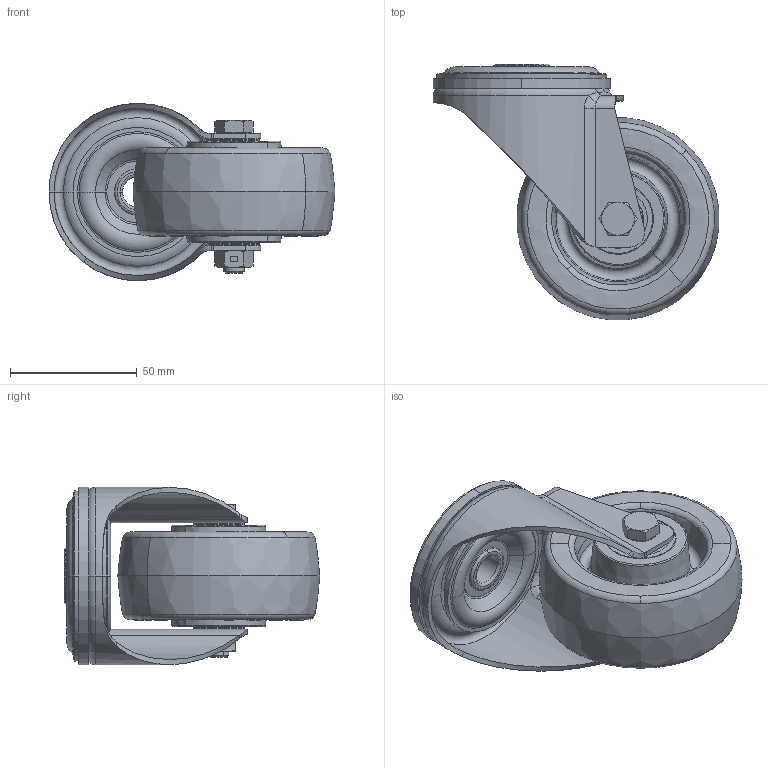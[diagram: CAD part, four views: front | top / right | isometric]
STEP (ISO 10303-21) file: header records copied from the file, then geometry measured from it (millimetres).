
FILE_DESCRIPTION (( 'STEP AP214' ), '1' );
FILE_NAME ('0055941.step', '2023-06-06T10:55:56', ( '' ), ( '' ), 'SwSTEP 2.0', 'SolidWorks 2020', '' );
FILE_SCHEMA (( 'AUTOMOTIVE_DESIGN' ));
Length unit declared in the file: millimetre
Products named in the file (1): 0055941
Bounding box: 112.85 x 100.85 x 70 mm (x, y, z)
Volume: 187658.3 mm3; surface area: 98816.5 mm2
Topology: 20 solids, 21 shells, 664 faces, 1577 edges, 968 vertices
Faces by surface type: torus 206, cone 140, cylinder 123, plane 119, bspline 76
Entity records: 31236 total; most frequent: CARTESIAN_POINT 8935, ORIENTED_EDGE 3154, DIRECTION 3082, EDGE_CURVE 1577, AXIS2_PLACEMENT_3D 1399, VERTEX_POINT 968, CIRCLE 810, EDGE_LOOP 721
